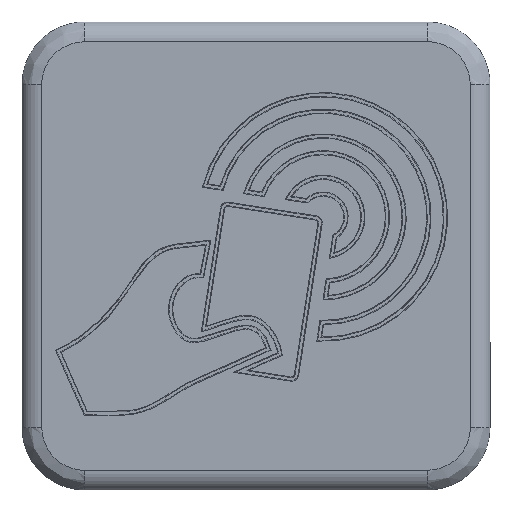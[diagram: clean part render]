
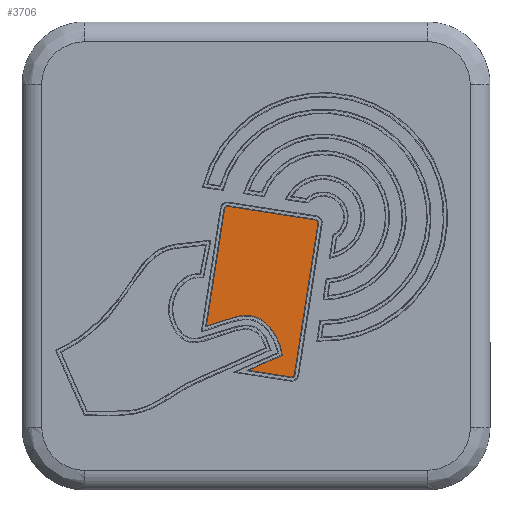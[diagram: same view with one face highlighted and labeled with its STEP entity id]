
A CAD part, top view. The second image highlights one B-rep face of the part: STEP entity #3706.
In plain terms, the highlighted planar face has unit normal (0, 0, 1).
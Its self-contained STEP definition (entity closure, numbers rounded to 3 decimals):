
#9 = EDGE_CURVE ( 'NONE', #2902, #1116, #3949, .T. ) ;
#31 = CARTESIAN_POINT ( 'NONE',  ( 4.952, 11.377, 20. ) ) ;
#86 = CARTESIAN_POINT ( 'NONE',  ( -5.239, 39.289, 20. ) ) ;
#125 = CARTESIAN_POINT ( 'NONE',  ( 1.484, 17.757, 20. ) ) ;
#148 = VECTOR ( 'NONE', #3642, 1000. ) ;
#223 = ORIENTED_EDGE ( 'NONE', *, *, #912, .T. ) ;
#249 = CARTESIAN_POINT ( 'NONE',  ( 11.139, 36.74, 20. ) ) ;
#315 = VERTEX_POINT ( 'NONE', #3327 ) ;
#462 = CARTESIAN_POINT ( 'NONE',  ( 1.156, 17.997, 20. ) ) ;
#480 = AXIS2_PLACEMENT_3D ( 'NONE', #3619, #3695, #1655 ) ;
#507 = CARTESIAN_POINT ( 'NONE',  ( 4.837, 12.01, 20. ) ) ;
#591 = VECTOR ( 'NONE', #1880, 1000. ) ;
#643 = ORIENTED_EDGE ( 'NONE', *, *, #9, .T. ) ;
#699 = CARTESIAN_POINT ( 'NONE',  ( 11.139, 36.74, 20. ) ) ;
#762 = CARTESIAN_POINT ( 'NONE',  ( 6.647, 7.875, 20. ) ) ;
#783 = DIRECTION ( 'NONE',  ( -0.154, -0.988, 0. ) ) ;
#830 = CARTESIAN_POINT ( 'NONE',  ( -1.42, 8.573, 20. ) ) ;
#833 = AXIS2_PLACEMENT_3D ( 'NONE', #1706, #2022, #3596 ) ;
#846 = CARTESIAN_POINT ( 'NONE',  ( 4.68, 12.723, 20. ) ) ;
#893 = CARTESIAN_POINT ( 'NONE',  ( 2.405, 16.956, 20. ) ) ;
#912 = EDGE_CURVE ( 'NONE', #2016, #2953, #2694, .T. ) ;
#1070 = VERTEX_POINT ( 'NONE', #1558 ) ;
#1115 = ORIENTED_EDGE ( 'NONE', *, *, #3985, .T. ) ;
#1116 = VERTEX_POINT ( 'NONE', #2430 ) ;
#1125 = CARTESIAN_POINT ( 'NONE',  ( -8.637, 17.079, 20. ) ) ;
#1190 = VERTEX_POINT ( 'NONE', #3556 ) ;
#1235 = CARTESIAN_POINT ( 'NONE',  ( 3.598, 15.271, 20. ) ) ;
#1320 = CIRCLE ( 'NONE', #833, 0.55 ) ;
#1403 = LINE ( 'NONE', #2218, #1584 ) ;
#1417 = AXIS2_PLACEMENT_3D ( 'NONE', #2584, #2660, #3656 ) ;
#1516 = CARTESIAN_POINT ( 'NONE',  ( -9.122, 16.926, 20. ) ) ;
#1558 = CARTESIAN_POINT ( 'NONE',  ( -9.284, 16.88, 20. ) ) ;
#1584 = VECTOR ( 'NONE', #2488, 1000. ) ;
#1598 = CARTESIAN_POINT ( 'NONE',  ( -1.081, 18.882, 20. ) ) ;
#1622 = CARTESIAN_POINT ( 'NONE',  ( -7.954, 17.31, 20. ) ) ;
#1655 = DIRECTION ( 'NONE',  ( -1., 0., 0. ) ) ;
#1692 = CARTESIAN_POINT ( 'NONE',  ( 4.803, 12.181, 20. ) ) ;
#1706 = CARTESIAN_POINT ( 'NONE',  ( -5.324, 38.745, 20. ) ) ;
#1880 = DIRECTION ( 'NONE',  ( 0.154, 0.988, 0. ) ) ;
#1970 = ORIENTED_EDGE ( 'NONE', *, *, #4779, .T. ) ;
#2016 = VERTEX_POINT ( 'NONE', #2573 ) ;
#2022 = DIRECTION ( 'NONE',  ( 0., 0., 1. ) ) ;
#2032 = CARTESIAN_POINT ( 'NONE',  ( 4.784, 12.272, 20. ) ) ;
#2076 = CARTESIAN_POINT ( 'NONE',  ( -5.867, 38.83, 20. ) ) ;
#2190 = ORIENTED_EDGE ( 'NONE', *, *, #3240, .T. ) ;
#2218 = CARTESIAN_POINT ( 'NONE',  ( 6.562, 7.331, 20. ) ) ;
#2274 = CARTESIAN_POINT ( 'NONE',  ( 4.952, 11.377, 20. ) ) ;
#2313 = VECTOR ( 'NONE', #4989, 1000. ) ;
#2415 = CARTESIAN_POINT ( 'NONE',  ( 4.894, 11.689, 20. ) ) ;
#2430 = CARTESIAN_POINT ( 'NONE',  ( -1.42, 8.573, 20. ) ) ;
#2440 = CARTESIAN_POINT ( 'NONE',  ( 2.933, 16.311, 20. ) ) ;
#2462 = CARTESIAN_POINT ( 'NONE',  ( 4.573, 13.085, 20. ) ) ;
#2488 = DIRECTION ( 'NONE',  ( 0.988, -0.154, 0. ) ) ;
#2573 = CARTESIAN_POINT ( 'NONE',  ( 11.598, 36.112, 20. ) ) ;
#2584 = CARTESIAN_POINT ( 'NONE',  ( 0., 0., 20. ) ) ;
#2660 = DIRECTION ( 'NONE',  ( 0., 0., 1. ) ) ;
#2683 = CARTESIAN_POINT ( 'NONE',  ( -5.867, 38.83, 20. ) ) ;
#2694 = CIRCLE ( 'NONE', #480, 0.55 ) ;
#2793 = CARTESIAN_POINT ( 'NONE',  ( 3.798, 14.913, 20. ) ) ;
#2816 = VERTEX_POINT ( 'NONE', #2076 ) ;
#2844 = CARTESIAN_POINT ( 'NONE',  ( -7.602, 17.437, 20. ) ) ;
#2902 = VERTEX_POINT ( 'NONE', #2274 ) ;
#2939 = LINE ( 'NONE', #4492, #591 ) ;
#2953 = VERTEX_POINT ( 'NONE', #249 ) ;
#3039 = LINE ( 'NONE', #2683, #4844 ) ;
#3082 = ORIENTED_EDGE ( 'NONE', *, *, #4604, .T. ) ;
#3152 = CARTESIAN_POINT ( 'NONE',  ( -6.52, 17.826, 20. ) ) ;
#3177 = CARTESIAN_POINT ( 'NONE',  ( -1.875, 18.906, 20. ) ) ;
#3240 = EDGE_CURVE ( 'NONE', #315, #2016, #2939, .T. ) ;
#3249 = CARTESIAN_POINT ( 'NONE',  ( -3.45, 18.743, 20. ) ) ;
#3293 = EDGE_CURVE ( 'NONE', #2953, #4002, #4580, .T. ) ;
#3327 = CARTESIAN_POINT ( 'NONE',  ( 7.19, 7.79, 20. ) ) ;
#3556 = CARTESIAN_POINT ( 'NONE',  ( 6.562, 7.331, 20. ) ) ;
#3596 = DIRECTION ( 'NONE',  ( 1., 0., 0. ) ) ;
#3607 = CARTESIAN_POINT ( 'NONE',  ( -5.766, 18.098, 20. ) ) ;
#3619 = CARTESIAN_POINT ( 'NONE',  ( 11.055, 36.196, 20. ) ) ;
#3623 = ORIENTED_EDGE ( 'NONE', *, *, #3742, .T. ) ;
#3642 = DIRECTION ( 'NONE',  ( -0.915, -0.403, 0. ) ) ;
#3656 = DIRECTION ( 'NONE',  ( 1., 0., 0. ) ) ;
#3695 = DIRECTION ( 'NONE',  ( 0., 0., 1. ) ) ;
#3706 = ADVANCED_FACE ( 'NONE', ( #4924 ), #4950, .T. ) ;
#3742 = EDGE_CURVE ( 'NONE', #1116, #1190, #1403, .T. ) ;
#3801 = EDGE_LOOP ( 'NONE', ( #2190, #223, #4834, #1115, #4565, #3082, #643, #3623, #1970 ) ) ;
#3949 = LINE ( 'NONE', #830, #148 ) ;
#3966 = CARTESIAN_POINT ( 'NONE',  ( 4.923, 11.534, 20. ) ) ;
#3985 = EDGE_CURVE ( 'NONE', #4002, #2816, #1320, .T. ) ;
#3990 = CARTESIAN_POINT ( 'NONE',  ( 4.851, 11.929, 20. ) ) ;
#4002 = VERTEX_POINT ( 'NONE', #86 ) ;
#4012 = CARTESIAN_POINT ( 'NONE',  ( -4.23, 18.557, 20. ) ) ;
#4350 = CARTESIAN_POINT ( 'NONE',  ( 4.154, 14.185, 20. ) ) ;
#4400 = CARTESIAN_POINT ( 'NONE',  ( 0.072, 18.553, 20. ) ) ;
#4418 = B_SPLINE_CURVE_WITH_KNOTS ( 'NONE', 3,
 ( #4961, #1516, #4626, #1125, #4574, #1622, #2844, #3152, #3607, #4012, #3249, #3177, #1598, #4400, #4728, #462, #125, #893, #2440, #1235, #2793, #4350, #4704, #2462, #846, #2032, #1692, #507, #3990, #2415, #3966, #31 ),
 .UNSPECIFIED., .F., .F.,
 ( 4, 2, 2, 2, 2, 2, 2, 2, 2, 2, 2, 2, 2, 2, 2, 4 ),
 ( 0., 0.001, 0.001, 0.002, 0.005, 0.007, 0.009, 0.011, 0.012, 0.014, 0.015, 0.016, 0.018, 0.018, 0.018, 0.019 ),
 .UNSPECIFIED. ) ;
#4440 = AXIS2_PLACEMENT_3D ( 'NONE', #762, #5033, #4646 ) ;
#4492 = CARTESIAN_POINT ( 'NONE',  ( 11.598, 36.112, 20. ) ) ;
#4565 = ORIENTED_EDGE ( 'NONE', *, *, #5035, .T. ) ;
#4574 = CARTESIAN_POINT ( 'NONE',  ( -8.468, 17.135, 20. ) ) ;
#4580 = LINE ( 'NONE', #699, #2313 ) ;
#4604 = EDGE_CURVE ( 'NONE', #1070, #2902, #4418, .T. ) ;
#4626 = CARTESIAN_POINT ( 'NONE',  ( -8.964, 16.975, 20. ) ) ;
#4646 = DIRECTION ( 'NONE',  ( -1., 0., 0. ) ) ;
#4704 = CARTESIAN_POINT ( 'NONE',  ( 4.31, 13.816, 20. ) ) ;
#4728 = CARTESIAN_POINT ( 'NONE',  ( 0.45, 18.395, 20. ) ) ;
#4779 = EDGE_CURVE ( 'NONE', #1190, #315, #4927, .T. ) ;
#4834 = ORIENTED_EDGE ( 'NONE', *, *, #3293, .T. ) ;
#4844 = VECTOR ( 'NONE', #783, 1000. ) ;
#4924 = FACE_OUTER_BOUND ( 'NONE', #3801, .T. ) ;
#4927 = CIRCLE ( 'NONE', #4440, 0.55 ) ;
#4950 = PLANE ( 'NONE',  #1417 ) ;
#4961 = CARTESIAN_POINT ( 'NONE',  ( -9.284, 16.88, 20. ) ) ;
#4989 = DIRECTION ( 'NONE',  ( -0.988, 0.154, 0. ) ) ;
#5033 = DIRECTION ( 'NONE',  ( 0., 0., 1. ) ) ;
#5035 = EDGE_CURVE ( 'NONE', #2816, #1070, #3039, .T. ) ;
